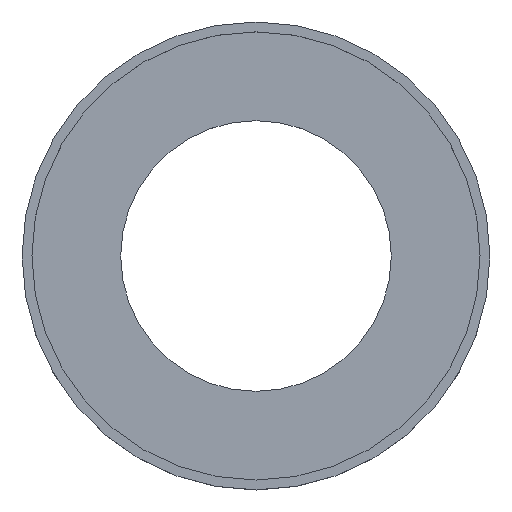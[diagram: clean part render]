
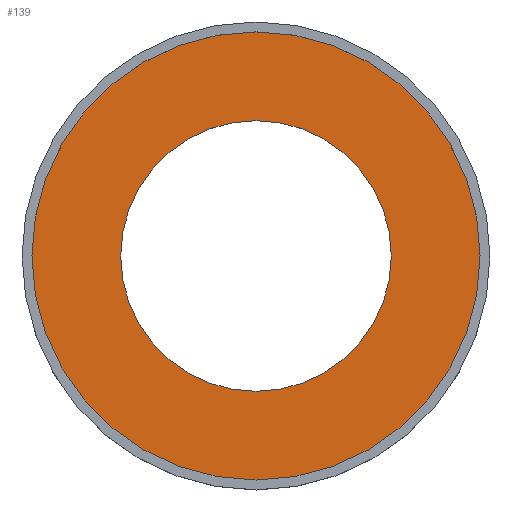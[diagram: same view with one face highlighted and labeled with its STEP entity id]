
A CAD part, top view. The second image highlights one B-rep face of the part: STEP entity #139.
In plain terms, the highlighted planar face has unit normal (0, 0, 1).
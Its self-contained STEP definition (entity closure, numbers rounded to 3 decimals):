
#19=FACE_BOUND('',#49,.T.);
#24=PLANE('',#161);
#34=FACE_OUTER_BOUND('',#48,.T.);
#48=EDGE_LOOP('',(#123));
#49=EDGE_LOOP('',(#124));
#60=CIRCLE('',#143,32.95);
#64=CIRCLE('',#150,19.9);
#70=VERTEX_POINT('',#211);
#74=VERTEX_POINT('',#224);
#80=EDGE_CURVE('',#70,#70,#60,.T.);
#86=EDGE_CURVE('',#74,#74,#64,.T.);
#123=ORIENTED_EDGE('',*,*,#80,.T.);
#124=ORIENTED_EDGE('',*,*,#86,.T.);
#139=ADVANCED_FACE('',(#34,#19),#24,.T.);
#143=AXIS2_PLACEMENT_3D('',#212,#166,#167);
#150=AXIS2_PLACEMENT_3D('',#225,#182,#183);
#161=AXIS2_PLACEMENT_3D('',#244,#207,#208);
#166=DIRECTION('center_axis',(0.,0.,1.));
#167=DIRECTION('ref_axis',(-1.,0.,0.));
#182=DIRECTION('center_axis',(0.,0.,-1.));
#183=DIRECTION('ref_axis',(-1.,0.,0.));
#207=DIRECTION('center_axis',(0.,0.,1.));
#208=DIRECTION('ref_axis',(-1.,0.,0.));
#211=CARTESIAN_POINT('',(65.416,-67.188,8.5));
#212=CARTESIAN_POINT('Origin',(32.466,-67.188,8.5));
#224=CARTESIAN_POINT('',(52.366,-67.188,8.5));
#225=CARTESIAN_POINT('Origin',(32.466,-67.188,8.5));
#244=CARTESIAN_POINT('Origin',(32.466,-67.188,8.5));
